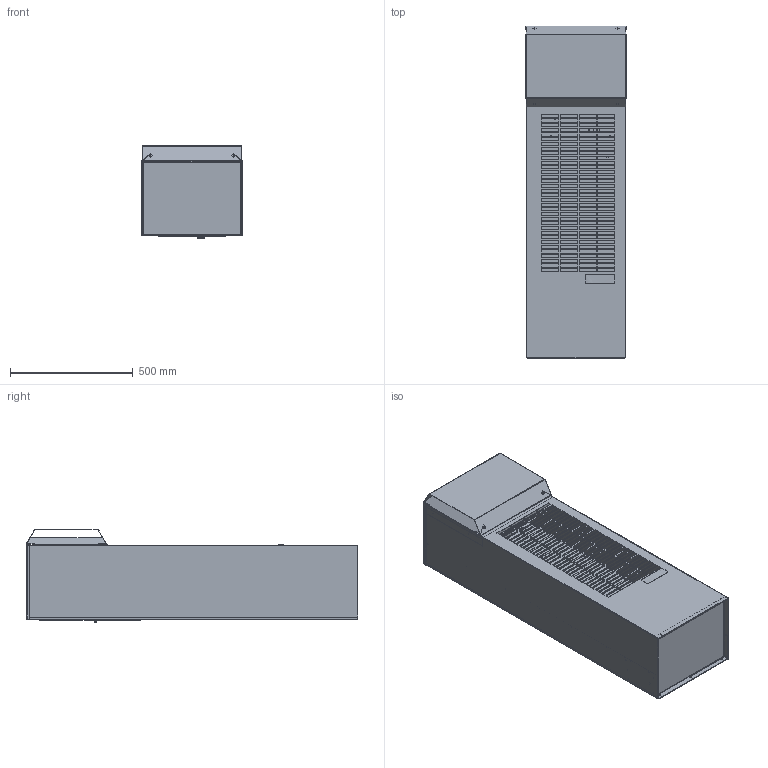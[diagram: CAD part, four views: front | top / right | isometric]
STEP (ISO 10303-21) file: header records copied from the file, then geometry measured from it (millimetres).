
FILE_DESCRIPTION (( 'STEP AP203' ), '1' );
FILE_NAME ('13383836355_Default.step', '2025-03-21T19:51:41', ( 'Windows User' ), ( 'AUTOMATION DIRECT' ), 'SwSTEP 2.0', 'SolidWorks 2024', '' );
FILE_SCHEMA (( 'CONFIG_CONTROL_DESIGN' ));
Products named in the file (1): 13383836355_Default
Bounding box: 409.09 x 1351.71 x 377.47 mm (x, y, z)
Volume: 7780269.6 mm3; surface area: 7560746.2 mm2
Topology: 25 solids, 25 shells, 3260 faces, 8889 edges, 5765 vertices
Faces by surface type: plane 2197, cylinder 955, bspline 36, cone 36, torus 30, sphere 6
Entity records: 109938 total; most frequent: CARTESIAN_POINT 24289, ORIENTED_EDGE 17738, DIRECTION 17110, EDGE_CURVE 8869, LINE 6672, VECTOR 6672, VERTEX_POINT 5765, AXIS2_PLACEMENT_3D 5219
